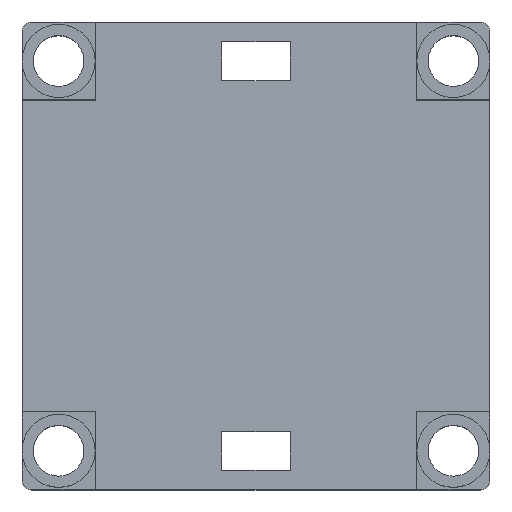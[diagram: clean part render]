
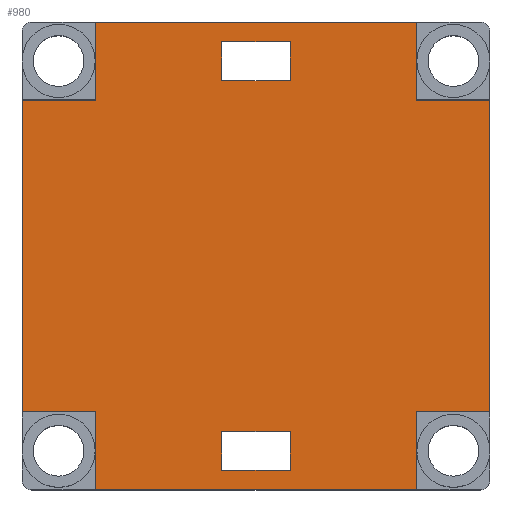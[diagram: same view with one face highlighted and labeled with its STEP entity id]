
A CAD part, top view. The second image highlights one B-rep face of the part: STEP entity #980.
In plain terms, the highlighted planar face has unit normal (0, 0, 1).
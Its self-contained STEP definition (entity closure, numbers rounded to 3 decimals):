
#15=FACE_BOUND('',#153,.T.);
#16=FACE_BOUND('',#154,.T.);
#54=PLANE('',#1063);
#99=FACE_OUTER_BOUND('',#152,.T.);
#152=EDGE_LOOP('',(#808,#809,#810,#811,#812,#813,#814,#815,#816,#817,#818,
#819));
#153=EDGE_LOOP('',(#820,#821,#822,#823));
#154=EDGE_LOOP('',(#824,#825,#826,#827));
#193=LINE('',#1390,#303);
#204=LINE('',#1418,#314);
#220=LINE('',#1459,#330);
#242=LINE('',#1509,#352);
#246=LINE('',#1518,#356);
#248=LINE('',#1522,#358);
#251=LINE('',#1527,#361);
#253=LINE('',#1533,#363);
#257=LINE('',#1541,#367);
#258=LINE('',#1544,#368);
#262=LINE('',#1553,#372);
#264=LINE('',#1556,#374);
#265=LINE('',#1559,#375);
#266=LINE('',#1561,#376);
#267=LINE('',#1563,#377);
#268=LINE('',#1564,#378);
#269=LINE('',#1567,#379);
#270=LINE('',#1569,#380);
#271=LINE('',#1571,#381);
#272=LINE('',#1572,#382);
#303=VECTOR('',#1113,10.);
#314=VECTOR('',#1136,10.);
#330=VECTOR('',#1168,10.);
#352=VECTOR('',#1216,10.);
#356=VECTOR('',#1226,10.);
#358=VECTOR('',#1230,10.);
#361=VECTOR('',#1235,10.);
#363=VECTOR('',#1243,10.);
#367=VECTOR('',#1253,10.);
#368=VECTOR('',#1256,10.);
#372=VECTOR('',#1266,10.);
#374=VECTOR('',#1270,10.);
#375=VECTOR('',#1271,10.);
#376=VECTOR('',#1272,10.);
#377=VECTOR('',#1273,10.);
#378=VECTOR('',#1274,10.);
#379=VECTOR('',#1275,10.);
#380=VECTOR('',#1276,10.);
#381=VECTOR('',#1277,10.);
#382=VECTOR('',#1278,10.);
#442=VERTEX_POINT('',#1387);
#443=VERTEX_POINT('',#1389);
#453=VERTEX_POINT('',#1415);
#454=VERTEX_POINT('',#1417);
#470=VERTEX_POINT('',#1456);
#471=VERTEX_POINT('',#1458);
#486=VERTEX_POINT('',#1508);
#488=VERTEX_POINT('',#1517);
#489=VERTEX_POINT('',#1521);
#491=VERTEX_POINT('',#1532);
#493=VERTEX_POINT('',#1543);
#495=VERTEX_POINT('',#1552);
#496=VERTEX_POINT('',#1557);
#497=VERTEX_POINT('',#1558);
#498=VERTEX_POINT('',#1560);
#499=VERTEX_POINT('',#1562);
#500=VERTEX_POINT('',#1565);
#501=VERTEX_POINT('',#1566);
#502=VERTEX_POINT('',#1568);
#503=VERTEX_POINT('',#1570);
#531=EDGE_CURVE('',#442,#443,#193,.T.);
#545=EDGE_CURVE('',#454,#453,#204,.T.);
#565=EDGE_CURVE('',#470,#471,#220,.T.);
#590=EDGE_CURVE('',#442,#486,#242,.T.);
#595=EDGE_CURVE('',#486,#488,#246,.T.);
#597=EDGE_CURVE('',#453,#489,#248,.T.);
#600=EDGE_CURVE('',#489,#443,#251,.T.);
#603=EDGE_CURVE('',#470,#491,#253,.T.);
#608=EDGE_CURVE('',#491,#454,#257,.T.);
#609=EDGE_CURVE('',#493,#471,#258,.T.);
#614=EDGE_CURVE('',#495,#493,#262,.T.);
#616=EDGE_CURVE('',#488,#495,#264,.T.);
#617=EDGE_CURVE('',#496,#497,#265,.T.);
#618=EDGE_CURVE('',#497,#498,#266,.T.);
#619=EDGE_CURVE('',#498,#499,#267,.T.);
#620=EDGE_CURVE('',#499,#496,#268,.T.);
#621=EDGE_CURVE('',#500,#501,#269,.T.);
#622=EDGE_CURVE('',#501,#502,#270,.T.);
#623=EDGE_CURVE('',#502,#503,#271,.T.);
#624=EDGE_CURVE('',#503,#500,#272,.T.);
#808=ORIENTED_EDGE('',*,*,#595,.T.);
#809=ORIENTED_EDGE('',*,*,#616,.T.);
#810=ORIENTED_EDGE('',*,*,#614,.T.);
#811=ORIENTED_EDGE('',*,*,#609,.T.);
#812=ORIENTED_EDGE('',*,*,#565,.F.);
#813=ORIENTED_EDGE('',*,*,#603,.T.);
#814=ORIENTED_EDGE('',*,*,#608,.T.);
#815=ORIENTED_EDGE('',*,*,#545,.T.);
#816=ORIENTED_EDGE('',*,*,#597,.T.);
#817=ORIENTED_EDGE('',*,*,#600,.T.);
#818=ORIENTED_EDGE('',*,*,#531,.F.);
#819=ORIENTED_EDGE('',*,*,#590,.T.);
#820=ORIENTED_EDGE('',*,*,#617,.T.);
#821=ORIENTED_EDGE('',*,*,#618,.T.);
#822=ORIENTED_EDGE('',*,*,#619,.T.);
#823=ORIENTED_EDGE('',*,*,#620,.T.);
#824=ORIENTED_EDGE('',*,*,#621,.T.);
#825=ORIENTED_EDGE('',*,*,#622,.T.);
#826=ORIENTED_EDGE('',*,*,#623,.T.);
#827=ORIENTED_EDGE('',*,*,#624,.T.);
#980=ADVANCED_FACE('',(#99,#15,#16),#54,.T.);
#1063=AXIS2_PLACEMENT_3D('',#1555,#1268,#1269);
#1113=DIRECTION('',(0.,-1.,0.));
#1136=DIRECTION('',(1.,0.,0.));
#1168=DIRECTION('',(0.,1.,0.));
#1216=DIRECTION('',(-1.,0.,0.));
#1226=DIRECTION('',(0.,1.,0.));
#1230=DIRECTION('',(0.,1.,0.));
#1235=DIRECTION('',(1.,0.,0.));
#1243=DIRECTION('',(1.,0.,0.));
#1253=DIRECTION('',(0.,-1.,0.));
#1256=DIRECTION('',(-1.,0.,0.));
#1266=DIRECTION('',(0.,-1.,0.));
#1268=DIRECTION('center_axis',(0.,0.,1.));
#1269=DIRECTION('ref_axis',(1.,0.,0.));
#1270=DIRECTION('',(-1.,0.,0.));
#1271=DIRECTION('',(1.,0.,0.));
#1272=DIRECTION('',(0.,-1.,0.));
#1273=DIRECTION('',(-1.,0.,0.));
#1274=DIRECTION('',(0.,1.,0.));
#1275=DIRECTION('',(-1.,0.,0.));
#1276=DIRECTION('',(0.,1.,0.));
#1277=DIRECTION('',(1.,0.,0.));
#1278=DIRECTION('',(0.,-1.,0.));
#1387=CARTESIAN_POINT('',(33.75,36.,0.));
#1389=CARTESIAN_POINT('',(33.75,4.,0.));
#1390=CARTESIAN_POINT('',(33.75,4.,0.));
#1415=CARTESIAN_POINT('',(26.25,-4.,0.));
#1417=CARTESIAN_POINT('',(-6.75,-4.,0.));
#1418=CARTESIAN_POINT('',(-14.25,-4.,0.));
#1456=CARTESIAN_POINT('',(-14.25,4.,0.));
#1458=CARTESIAN_POINT('',(-14.25,36.,0.));
#1459=CARTESIAN_POINT('',(-14.25,36.,0.));
#1508=CARTESIAN_POINT('',(26.25,36.,0.));
#1509=CARTESIAN_POINT('',(18.,36.,0.));
#1517=CARTESIAN_POINT('',(26.25,44.,0.));
#1518=CARTESIAN_POINT('',(26.25,32.,0.));
#1521=CARTESIAN_POINT('',(26.25,4.,0.));
#1522=CARTESIAN_POINT('',(26.25,10.,0.));
#1527=CARTESIAN_POINT('',(21.75,4.,0.));
#1532=CARTESIAN_POINT('',(-6.75,4.,0.));
#1533=CARTESIAN_POINT('',(1.5,4.,0.));
#1541=CARTESIAN_POINT('',(-6.75,10.,0.));
#1543=CARTESIAN_POINT('',(-6.75,36.,0.));
#1544=CARTESIAN_POINT('',(-2.25,36.,0.));
#1552=CARTESIAN_POINT('',(-6.75,44.,0.));
#1553=CARTESIAN_POINT('',(-6.75,28.,0.));
#1555=CARTESIAN_POINT('Origin',(9.75,20.,0.));
#1556=CARTESIAN_POINT('',(33.75,44.,0.));
#1557=CARTESIAN_POINT('',(6.25,2.,0.));
#1558=CARTESIAN_POINT('',(13.25,2.,0.));
#1559=CARTESIAN_POINT('',(6.25,2.,0.));
#1560=CARTESIAN_POINT('',(13.25,-2.,0.));
#1561=CARTESIAN_POINT('',(13.25,2.,0.));
#1562=CARTESIAN_POINT('',(6.25,-2.,0.));
#1563=CARTESIAN_POINT('',(13.25,-2.,0.));
#1564=CARTESIAN_POINT('',(6.25,-2.,0.));
#1565=CARTESIAN_POINT('',(13.25,38.,0.));
#1566=CARTESIAN_POINT('',(6.25,38.,0.));
#1567=CARTESIAN_POINT('',(13.25,38.,0.));
#1568=CARTESIAN_POINT('',(6.25,42.,0.));
#1569=CARTESIAN_POINT('',(6.25,38.,0.));
#1570=CARTESIAN_POINT('',(13.25,42.,0.));
#1571=CARTESIAN_POINT('',(6.25,42.,0.));
#1572=CARTESIAN_POINT('',(13.25,42.,0.));
